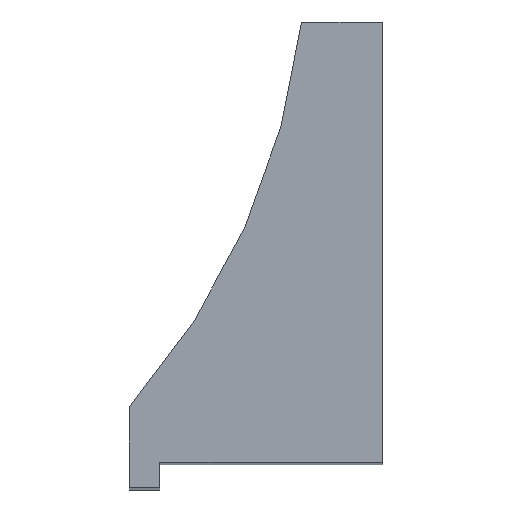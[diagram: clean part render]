
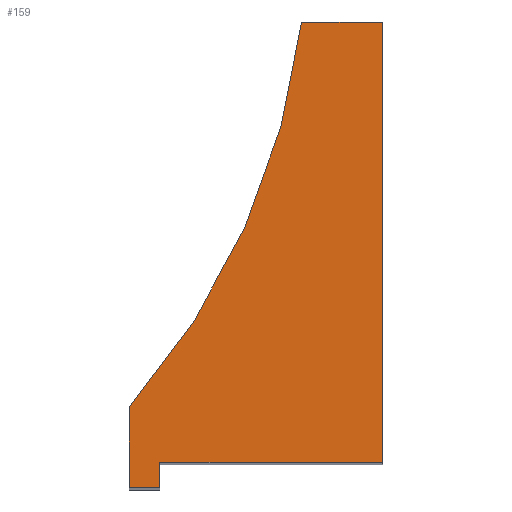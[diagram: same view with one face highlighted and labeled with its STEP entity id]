
A CAD part, top view. The second image highlights one B-rep face of the part: STEP entity #159.
In plain terms, the highlighted planar face has unit normal (0, 0, 1).
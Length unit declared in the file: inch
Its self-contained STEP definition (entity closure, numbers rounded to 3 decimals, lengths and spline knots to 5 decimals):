
#16=FACE_OUTER_BOUND('',#25,.T.);
#25=EDGE_LOOP('',(#109,#110,#111,#112,#113,#114,#115));
#34=CIRCLE('',#183,8.75);
#36=LINE('',#240,#55);
#37=LINE('',#242,#56);
#38=LINE('',#246,#57);
#39=LINE('',#248,#58);
#40=LINE('',#250,#59);
#41=LINE('',#251,#60);
#55=VECTOR('',#197,0.3937);
#56=VECTOR('',#198,0.3937);
#57=VECTOR('',#201,0.3937);
#58=VECTOR('',#202,0.3937);
#59=VECTOR('',#203,0.3937);
#60=VECTOR('',#204,0.3937);
#74=VERTEX_POINT('',#238);
#75=VERTEX_POINT('',#239);
#76=VERTEX_POINT('',#241);
#77=VERTEX_POINT('',#243);
#78=VERTEX_POINT('',#245);
#79=VERTEX_POINT('',#247);
#80=VERTEX_POINT('',#249);
#88=EDGE_CURVE('',#74,#75,#36,.T.);
#89=EDGE_CURVE('',#76,#74,#37,.T.);
#90=EDGE_CURVE('',#77,#76,#34,.T.);
#91=EDGE_CURVE('',#78,#77,#38,.T.);
#92=EDGE_CURVE('',#79,#78,#39,.T.);
#93=EDGE_CURVE('',#80,#79,#40,.T.);
#94=EDGE_CURVE('',#75,#80,#41,.T.);
#109=ORIENTED_EDGE('',*,*,#88,.F.);
#110=ORIENTED_EDGE('',*,*,#89,.F.);
#111=ORIENTED_EDGE('',*,*,#90,.F.);
#112=ORIENTED_EDGE('',*,*,#91,.F.);
#113=ORIENTED_EDGE('',*,*,#92,.F.);
#114=ORIENTED_EDGE('',*,*,#93,.F.);
#115=ORIENTED_EDGE('',*,*,#94,.F.);
#151=PLANE('',#182);
#159=ADVANCED_FACE('',(#16),#151,.F.);
#182=AXIS2_PLACEMENT_3D('',#237,#195,#196);
#183=AXIS2_PLACEMENT_3D('',#244,#199,#200);
#195=DIRECTION('center_axis',(0.,0.,-1.));
#196=DIRECTION('ref_axis',(-1.,0.,0.));
#197=DIRECTION('',(0.,-1.,0.));
#198=DIRECTION('',(1.,0.,0.));
#199=DIRECTION('center_axis',(0.,0.,1.));
#200=DIRECTION('ref_axis',(1.,0.,0.));
#201=DIRECTION('',(0.,1.,0.));
#202=DIRECTION('',(-1.,0.,0.));
#203=DIRECTION('',(0.,-1.,0.));
#204=DIRECTION('',(-1.,0.,0.));
#237=CARTESIAN_POINT('Origin',(60.,0.3125,115.3125));
#238=CARTESIAN_POINT('',(54.25,5.75,115.3125));
#239=CARTESIAN_POINT('',(54.25,0.3125,115.3125));
#240=CARTESIAN_POINT('',(54.25,3.03125,115.3125));
#241=CARTESIAN_POINT('',(53.25,5.75,115.3125));
#242=CARTESIAN_POINT('',(21.375,5.75,115.3125));
#243=CARTESIAN_POINT('',(51.125,1.,115.3125));
#244=CARTESIAN_POINT('Origin',(44.56162,6.78658,115.3125));
#245=CARTESIAN_POINT('',(51.125,0.,115.3125));
#246=CARTESIAN_POINT('',(51.125,0.15625,115.3125));
#247=CARTESIAN_POINT('',(51.5,0.,115.3125));
#248=CARTESIAN_POINT('',(4.375,0.,115.3125));
#249=CARTESIAN_POINT('',(51.5,0.3125,115.3125));
#250=CARTESIAN_POINT('',(51.5,0.3125,115.3125));
#251=CARTESIAN_POINT('',(21.40625,0.3125,115.3125));
